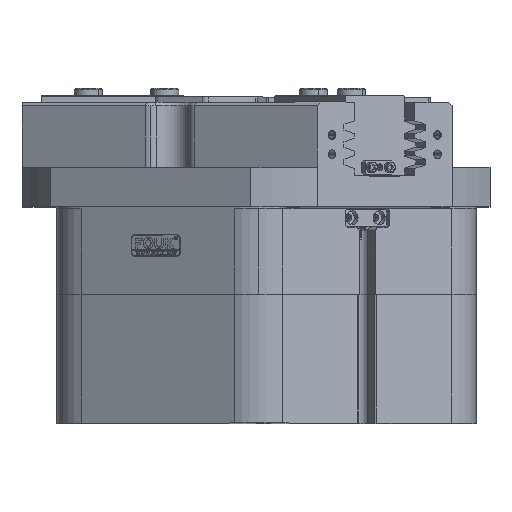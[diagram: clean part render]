
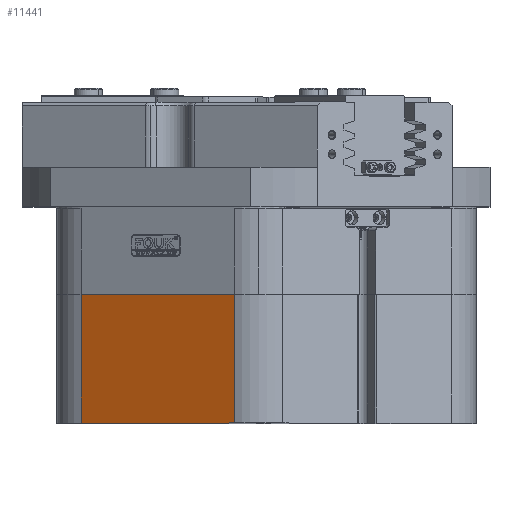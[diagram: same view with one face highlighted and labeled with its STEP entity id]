
A CAD part, top view. The second image highlights one B-rep face of the part: STEP entity #11441.
In plain terms, the highlighted face is planar.
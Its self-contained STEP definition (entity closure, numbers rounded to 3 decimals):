
#553 = DIRECTION ( 'NONE',  ( 0.5, 0., -0.866 ) ) ;
#589 = CARTESIAN_POINT ( 'NONE',  ( 17., 74., -131.059 ) ) ;
#615 = CARTESIAN_POINT ( 'NONE',  ( 105., 74., -80.252 ) ) ;
#695 = CARTESIAN_POINT ( 'NONE',  ( 244., 0., 0. ) ) ;
#2235 = CARTESIAN_POINT ( 'NONE',  ( 105., 0., -80.252 ) ) ;
#4424 = DIRECTION ( 'NONE',  ( 0., 1., 0. ) ) ;
#4437 = AXIS2_PLACEMENT_3D ( 'NONE', #695, #553, #7873 ) ;
#5290 = LINE ( 'NONE', #36718, #6965 ) ;
#6429 = VECTOR ( 'NONE', #39918, 1000. ) ;
#6455 = VERTEX_POINT ( 'NONE', #615 ) ;
#6965 = VECTOR ( 'NONE', #4424, 1000. ) ;
#7873 = DIRECTION ( 'NONE',  ( -0.866, 0., -0.5 ) ) ;
#10656 = CARTESIAN_POINT ( 'NONE',  ( 105., 74., -80.252 ) ) ;
#11441 = ADVANCED_FACE ( 'NONE', ( #25246 ), #22658, .T. ) ;
#12498 = VERTEX_POINT ( 'NONE', #589 ) ;
#14107 = ORIENTED_EDGE ( 'NONE', *, *, #34549, .T. ) ;
#15442 = DIRECTION ( 'NONE',  ( -0.866, 0., -0.5 ) ) ;
#16670 = LINE ( 'NONE', #10656, #6429 ) ;
#16701 = ORIENTED_EDGE ( 'NONE', *, *, #31259, .T. ) ;
#17933 = CARTESIAN_POINT ( 'NONE',  ( 105., 0., -80.252 ) ) ;
#22658 = PLANE ( 'NONE',  #4437 ) ;
#25246 = FACE_OUTER_BOUND ( 'NONE', #32502, .T. ) ;
#26216 = VECTOR ( 'NONE', #15442, 1000. ) ;
#30618 = VERTEX_POINT ( 'NONE', #43725 ) ;
#31259 = EDGE_CURVE ( 'NONE', #6455, #42074, #46530, .T. ) ;
#32502 = EDGE_LOOP ( 'NONE', ( #14107, #46595, #16701, #33004 ) ) ;
#33004 = ORIENTED_EDGE ( 'NONE', *, *, #43800, .T. ) ;
#34471 = EDGE_CURVE ( 'NONE', #6455, #12498, #16670, .T. ) ;
#34549 = EDGE_CURVE ( 'NONE', #30618, #12498, #5290, .T. ) ;
#36718 = CARTESIAN_POINT ( 'NONE',  ( 17., 0., -131.059 ) ) ;
#37018 = LINE ( 'NONE', #37058, #26216 ) ;
#37058 = CARTESIAN_POINT ( 'NONE',  ( 61., 0., -105.655 ) ) ;
#39918 = DIRECTION ( 'NONE',  ( -0.866, 0., -0.5 ) ) ;
#42074 = VERTEX_POINT ( 'NONE', #2235 ) ;
#43130 = VECTOR ( 'NONE', #43355, 1000. ) ;
#43355 = DIRECTION ( 'NONE',  ( 0., -1., 0. ) ) ;
#43725 = CARTESIAN_POINT ( 'NONE',  ( 17., 0., -131.059 ) ) ;
#43800 = EDGE_CURVE ( 'NONE', #42074, #30618, #37018, .T. ) ;
#46530 = LINE ( 'NONE', #17933, #43130 ) ;
#46595 = ORIENTED_EDGE ( 'NONE', *, *, #34471, .F. ) ;
